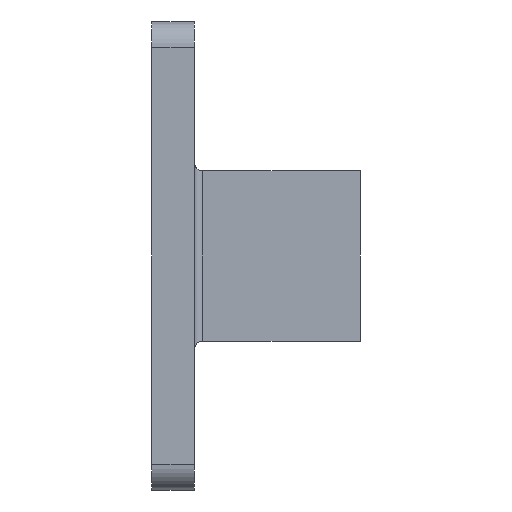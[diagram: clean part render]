
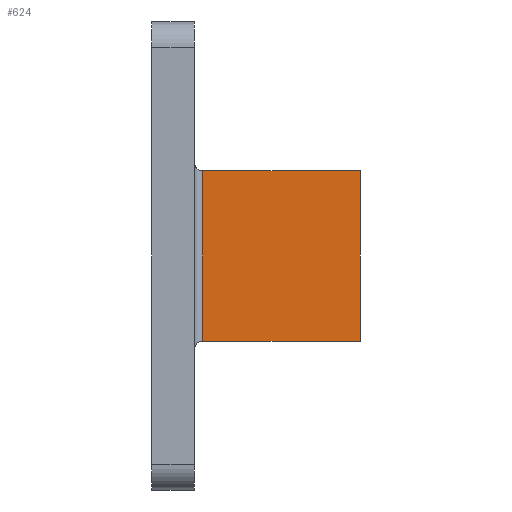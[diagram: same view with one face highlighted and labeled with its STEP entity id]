
A CAD part, left-side view. The second image highlights one B-rep face of the part: STEP entity #624.
In plain terms, the highlighted planar face has unit normal (-1, 0, 0).
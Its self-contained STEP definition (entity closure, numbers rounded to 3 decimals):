
#42 = LINE ( 'NONE', #894, #192 ) ;
#45 = CARTESIAN_POINT ( 'NONE',  ( -51.5, 19.5, -10. ) ) ;
#49 = EDGE_CURVE ( 'NONE', #1112, #785, #42, .T. ) ;
#57 = DIRECTION ( 'NONE',  ( 0., 0., 1. ) ) ;
#148 = FACE_OUTER_BOUND ( 'NONE', #212, .T. ) ;
#179 = ORIENTED_EDGE ( 'NONE', *, *, #1198, .F. ) ;
#182 = VECTOR ( 'NONE', #734, 1000. ) ;
#192 = VECTOR ( 'NONE', #1309, 1000. ) ;
#208 = VERTEX_POINT ( 'NONE', #1219 ) ;
#212 = EDGE_LOOP ( 'NONE', ( #179, #560, #1034, #1030 ) ) ;
#239 = EDGE_CURVE ( 'NONE', #785, #814, #274, .T. ) ;
#252 = CARTESIAN_POINT ( 'NONE',  ( -51.5, 0., -10. ) ) ;
#274 = LINE ( 'NONE', #706, #389 ) ;
#354 = LINE ( 'NONE', #443, #1354 ) ;
#389 = VECTOR ( 'NONE', #57, 1000. ) ;
#443 = CARTESIAN_POINT ( 'NONE',  ( -51.5, 19.5, 10. ) ) ;
#534 = LINE ( 'NONE', #755, #182 ) ;
#560 = ORIENTED_EDGE ( 'NONE', *, *, #985, .T. ) ;
#624 = ADVANCED_FACE ( 'NONE', ( #148 ), #1006, .F. ) ;
#706 = CARTESIAN_POINT ( 'NONE',  ( -51.5, 0., -10. ) ) ;
#734 = DIRECTION ( 'NONE',  ( 0., 0., -1. ) ) ;
#755 = CARTESIAN_POINT ( 'NONE',  ( -51.5, 18.5, -10. ) ) ;
#779 = DIRECTION ( 'NONE',  ( 1., 0., 0. ) ) ;
#785 = VERTEX_POINT ( 'NONE', #252 ) ;
#814 = VERTEX_POINT ( 'NONE', #1315 ) ;
#874 = DIRECTION ( 'NONE',  ( 0., -1., 0. ) ) ;
#880 = AXIS2_PLACEMENT_3D ( 'NONE', #45, #779, #1319 ) ;
#894 = CARTESIAN_POINT ( 'NONE',  ( -51.5, 19.5, -10. ) ) ;
#958 = CARTESIAN_POINT ( 'NONE',  ( -51.5, 18.5, -10. ) ) ;
#985 = EDGE_CURVE ( 'NONE', #208, #1112, #534, .T. ) ;
#1006 = PLANE ( 'NONE',  #880 ) ;
#1030 = ORIENTED_EDGE ( 'NONE', *, *, #239, .T. ) ;
#1034 = ORIENTED_EDGE ( 'NONE', *, *, #49, .T. ) ;
#1112 = VERTEX_POINT ( 'NONE', #958 ) ;
#1198 = EDGE_CURVE ( 'NONE', #208, #814, #354, .T. ) ;
#1219 = CARTESIAN_POINT ( 'NONE',  ( -51.5, 18.5, 10. ) ) ;
#1309 = DIRECTION ( 'NONE',  ( 0., -1., 0. ) ) ;
#1315 = CARTESIAN_POINT ( 'NONE',  ( -51.5, 0., 10. ) ) ;
#1319 = DIRECTION ( 'NONE',  ( 0., 0., -1. ) ) ;
#1354 = VECTOR ( 'NONE', #874, 1000. ) ;
